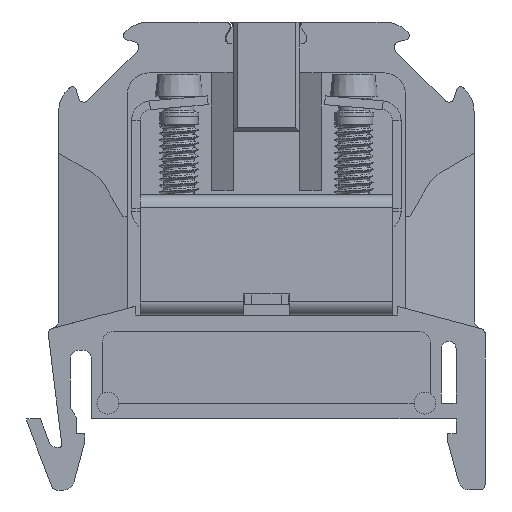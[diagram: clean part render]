
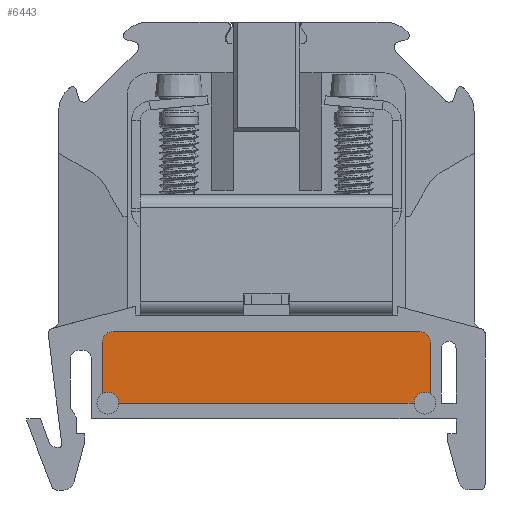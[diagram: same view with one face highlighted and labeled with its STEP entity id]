
A CAD part, front view. The second image highlights one B-rep face of the part: STEP entity #6443.
In plain terms, the highlighted planar face has unit normal (0, -1, 0).
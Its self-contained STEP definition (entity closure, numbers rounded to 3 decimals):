
#285=FACE_OUTER_BOUND($,#680,.T.);
#680=EDGE_LOOP($,(#4562,#4563,#4564,#4565,#4566,#4567,#4568,#4569));
#1162=CIRCLE($,#6922,1.);
#1164=CIRCLE($,#6926,1.);
#1166=CIRCLE($,#6931,1.);
#1167=CIRCLE($,#6932,1.);
#1464=LINE($,#9830,#2159);
#1466=LINE($,#9834,#2161);
#1467=LINE($,#9838,#2162);
#1468=LINE($,#9840,#2163);
#2159=VECTOR($,#7827,4.684);
#2161=VECTOR($,#7831,4.684);
#2162=VECTOR($,#7834,28.);
#2163=VECTOR($,#7837,27.);
#2899=VERTEX_POINT($,#9811);
#2900=VERTEX_POINT($,#9813);
#2902=VERTEX_POINT($,#9820);
#2903=VERTEX_POINT($,#9822);
#2905=VERTEX_POINT($,#9829);
#2906=VERTEX_POINT($,#9833);
#2907=VERTEX_POINT($,#9835);
#2908=VERTEX_POINT($,#9837);
#3539=EDGE_CURVE($,#2899,#2900,#1162,.T.);
#3543=EDGE_CURVE($,#2902,#2903,#1164,.T.);
#3545=EDGE_CURVE($,#2905,#2902,#1464,.T.);
#3547=EDGE_CURVE($,#2900,#2906,#1466,.T.);
#3548=EDGE_CURVE($,#2906,#2907,#1166,.T.);
#3549=EDGE_CURVE($,#2907,#2908,#1467,.T.);
#3550=EDGE_CURVE($,#2908,#2905,#1167,.T.);
#3551=EDGE_CURVE($,#2903,#2899,#1468,.T.);
#4562=ORIENTED_EDGE($,*,*,#3539,.T.);
#4563=ORIENTED_EDGE($,*,*,#3547,.T.);
#4564=ORIENTED_EDGE($,*,*,#3548,.T.);
#4565=ORIENTED_EDGE($,*,*,#3549,.T.);
#4566=ORIENTED_EDGE($,*,*,#3550,.T.);
#4567=ORIENTED_EDGE($,*,*,#3545,.T.);
#4568=ORIENTED_EDGE($,*,*,#3543,.T.);
#4569=ORIENTED_EDGE($,*,*,#3551,.T.);
#6151=PLANE($,#6930);
#6443=ADVANCED_FACE($,(#285),#6151,.T.);
#6922=AXIS2_PLACEMENT_3D($,#9815,#7809,#7810);
#6926=AXIS2_PLACEMENT_3D($,#9824,#7819,#7820);
#6930=AXIS2_PLACEMENT_3D($,#9832,#7829,#7830);
#6931=AXIS2_PLACEMENT_3D($,#9836,#7832,#7833);
#6932=AXIS2_PLACEMENT_3D($,#9839,#7835,#7836);
#7809=DIRECTION('center_axis',(0.,1.,0.));
#7810=DIRECTION('ref_axis',(-1.,0.,0.));
#7819=DIRECTION('center_axis',(0.,1.,0.));
#7820=DIRECTION('ref_axis',(-1.,0.,0.));
#7827=DIRECTION($,(0.,0.,-1.));
#7829=DIRECTION('center_axis',(0.,-1.,0.));
#7830=DIRECTION('ref_axis',(1.,0.,0.));
#7831=DIRECTION($,(0.,0.,1.));
#7832=DIRECTION('center_axis',(0.,-1.,0.));
#7833=DIRECTION('ref_axis',(1.,0.,0.));
#7834=DIRECTION($,(-1.,0.,0.));
#7835=DIRECTION('center_axis',(0.,-1.,0.));
#7836=DIRECTION('ref_axis',(0.,0.,
1.));
#7837=DIRECTION($,(1.,0.,0.));
#9811=CARTESIAN_POINT('',(12.825,-5.,1.45));
#9813=CARTESIAN_POINT('',(14.325,-5.,2.316));
#9815=CARTESIAN_POINT('Origin',(13.825,-5.,1.45));
#9820=CARTESIAN_POINT('',(-15.675,-5.,2.316));
#9822=CARTESIAN_POINT('',(-14.175,-5.,1.45));
#9824=CARTESIAN_POINT('Origin',(-15.175,-5.,1.45));
#9829=CARTESIAN_POINT('',(-15.675,-5.,7.));
#9830=CARTESIAN_POINT($,(-15.675,-5.,7.));
#9832=CARTESIAN_POINT('Origin',(-0.675,-5.,4.684));
#9833=CARTESIAN_POINT('',(14.325,-5.,7.));
#9834=CARTESIAN_POINT($,(14.325,-5.,1.45));
#9835=CARTESIAN_POINT('',(13.325,-5.,8.));
#9836=CARTESIAN_POINT('Origin',(13.325,-5.,7.));
#9837=CARTESIAN_POINT('',(-14.675,-5.,8.));
#9838=CARTESIAN_POINT($,(13.325,-5.,8.));
#9839=CARTESIAN_POINT('Origin',(-14.675,-5.,7.));
#9840=CARTESIAN_POINT($,(-15.675,-5.,1.45));
